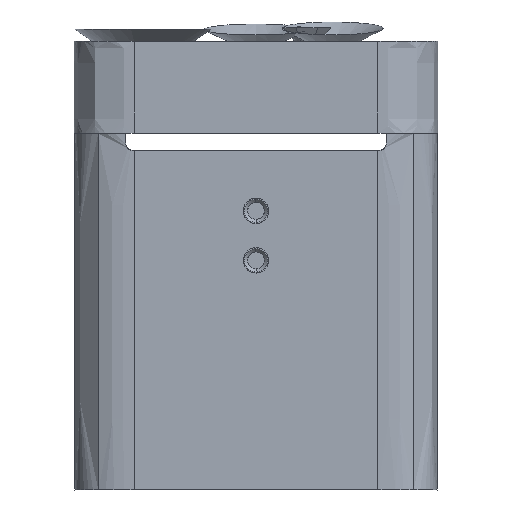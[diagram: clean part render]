
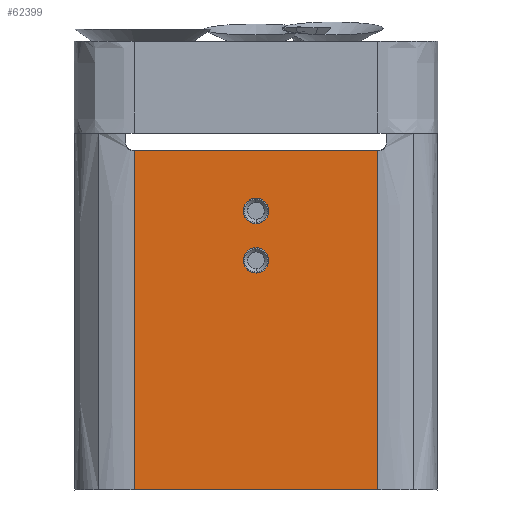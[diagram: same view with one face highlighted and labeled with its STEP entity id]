
A CAD part, front view. The second image highlights one B-rep face of the part: STEP entity #62399.
In plain terms, the highlighted planar face has unit normal (0, -1, 0).
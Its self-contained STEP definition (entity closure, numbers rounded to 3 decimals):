
#52315=CARTESIAN_POINT('',(-34.5,-6.5,-127.));
#52317=DIRECTION('',(1.,0.,0.));
#52318=VECTOR('',#52317,69.);
#52319=CARTESIAN_POINT('',(-34.5,-6.5,-127.));
#52320=LINE('',#52319,#52318);
#52746=CARTESIAN_POINT('',(34.5,-6.5,
-30.996));
#52765=DIRECTION('',(1.,0.,0.));
#52766=VECTOR('',#52765,68.284);
#52767=CARTESIAN_POINT('',(-34.142,-6.5,-31.));
#52768=LINE('',#52767,#52766);
#52769=CARTESIAN_POINT('',(34.142,-6.5,-31.));
#52770=CARTESIAN_POINT('',(34.264,-6.5,-30.999));
#52771=CARTESIAN_POINT('',(34.383,-6.5,
-31.));
#52772=CARTESIAN_POINT('',(34.5,-6.5,
-30.996));
#52774=DIRECTION('',(0.,0.,-1.));
#52775=VECTOR('',#52774,96.004);
#52776=CARTESIAN_POINT('',(34.5,-6.5,
-30.996));
#52777=LINE('',#52776,#52775);
#52778=CARTESIAN_POINT('',(-34.5,-6.5,
-30.996));
#52779=CARTESIAN_POINT('',(-34.383,-6.5,
-31.));
#52780=CARTESIAN_POINT('',(-34.264,-6.5,-30.999));
#52781=CARTESIAN_POINT('',(-34.142,-6.5,-31.));
#52783=CARTESIAN_POINT('',(0.,-6.5,-48.));
#52784=DIRECTION('',(0.,-1.,0.));
#52785=DIRECTION('',(-1.,0.,0.));
#52786=AXIS2_PLACEMENT_3D('',#52783,#52784,#52785);
#52788=CARTESIAN_POINT('',(0.,-6.5,-48.));
#52789=DIRECTION('',(0.,-1.,0.));
#52790=DIRECTION('',(1.,0.,0.));
#52791=AXIS2_PLACEMENT_3D('',#52788,#52789,#52790);
#52793=CARTESIAN_POINT('',(0.,-6.5,-62.));
#52794=DIRECTION('',(0.,-1.,0.));
#52795=DIRECTION('',(-1.,0.,0.));
#52796=AXIS2_PLACEMENT_3D('',#52793,#52794,#52795);
#52798=CARTESIAN_POINT('',(0.,-6.5,-62.));
#52799=DIRECTION('',(0.,-1.,0.));
#52800=DIRECTION('',(1.,0.,0.));
#52801=AXIS2_PLACEMENT_3D('',#52798,#52799,#52800);
#52907=DIRECTION('',(0.,0.,-1.));
#52908=VECTOR('',#52907,96.004);
#52909=CARTESIAN_POINT('',(-34.5,-6.5,
-30.996));
#52910=LINE('',#52909,#52908);
#56127=VERTEX_POINT('',#52746);
#56128=VERTEX_POINT('',#52769);
#56133=CARTESIAN_POINT('',(-34.142,-6.5,-31.));
#56134=VERTEX_POINT('',#56133);
#56141=VERTEX_POINT('',#52778);
#57343=VERTEX_POINT('',#52315);
#57344=CARTESIAN_POINT('',(34.5,-6.5,-127.));
#57345=VERTEX_POINT('',#57344);
#57432=CARTESIAN_POINT('',(-3.6,-6.5,-48.));
#57433=CARTESIAN_POINT('',(3.6,-6.5,-48.));
#57434=VERTEX_POINT('',#57432);
#57435=VERTEX_POINT('',#57433);
#57436=CARTESIAN_POINT('',(-3.6,-6.5,-62.));
#57437=CARTESIAN_POINT('',(3.6,-6.5,-62.));
#57438=VERTEX_POINT('',#57436);
#57439=VERTEX_POINT('',#57437);
#62370=CARTESIAN_POINT('',(-34.5,-6.5,-127.));
#62371=DIRECTION('',(0.,1.,0.));
#62372=DIRECTION('',(1.,0.,0.));
#62373=AXIS2_PLACEMENT_3D('',#62370,#62371,#62372);
#62374=PLANE('',#62373);
#62376=ORIENTED_EDGE('',*,*,#62375,.T.);
#62378=ORIENTED_EDGE('',*,*,#62377,.T.);
#62379=ORIENTED_EDGE('',*,*,#62326,.T.);
#62380=ORIENTED_EDGE('',*,*,#61898,.F.);
#62382=ORIENTED_EDGE('',*,*,#62381,.F.);
#62384=ORIENTED_EDGE('',*,*,#62383,.T.);
#62385=EDGE_LOOP('',(#62376,#62378,#62379,#62380,#62382,#62384));
#62386=FACE_OUTER_BOUND('',#62385,.F.);
#62388=ORIENTED_EDGE('',*,*,#62387,.T.);
#62390=ORIENTED_EDGE('',*,*,#62389,.T.);
#62391=EDGE_LOOP('',(#62388,#62390));
#62392=FACE_BOUND('',#62391,.F.);
#62394=ORIENTED_EDGE('',*,*,#62393,.T.);
#62396=ORIENTED_EDGE('',*,*,#62395,.T.);
#62397=EDGE_LOOP('',(#62394,#62396));
#62398=FACE_BOUND('',#62397,.F.);
#52773=B_SPLINE_CURVE_WITH_KNOTS('',3,(#52769,#52770,#52771,#52772),
.UNSPECIFIED.,.F.,.F.,(4,4),(0.,1.),.UNSPECIFIED.);
#52782=B_SPLINE_CURVE_WITH_KNOTS('',3,(#52778,#52779,#52780,#52781),
.UNSPECIFIED.,.F.,.F.,(4,4),(0.,1.),.UNSPECIFIED.);
#52787=CIRCLE('',#52786,3.6);
#52792=CIRCLE('',#52791,3.6);
#52797=CIRCLE('',#52796,3.6);
#52802=CIRCLE('',#52801,3.6);
#61898=EDGE_CURVE('',#57343,#57345,#52320,.T.);
#62326=EDGE_CURVE('',#56127,#57345,#52777,.T.);
#62375=EDGE_CURVE('',#56134,#56128,#52768,.T.);
#62377=EDGE_CURVE('',#56128,#56127,#52773,.T.);
#62381=EDGE_CURVE('',#56141,#57343,#52910,.T.);
#62383=EDGE_CURVE('',#56141,#56134,#52782,.T.);
#62387=EDGE_CURVE('',#57434,#57435,#52787,.T.);
#62389=EDGE_CURVE('',#57435,#57434,#52792,.T.);
#62393=EDGE_CURVE('',#57438,#57439,#52797,.T.);
#62395=EDGE_CURVE('',#57439,#57438,#52802,.T.);
#62399=ADVANCED_FACE('',(#62386,#62392,#62398),#62374,.F.);
